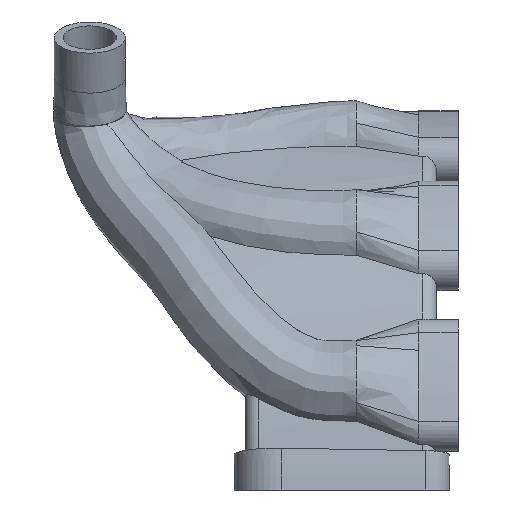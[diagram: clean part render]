
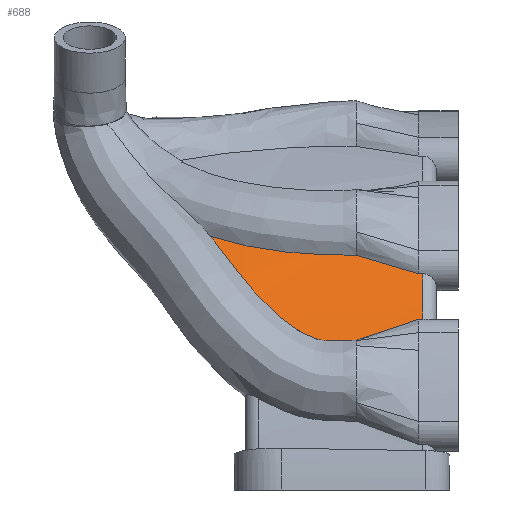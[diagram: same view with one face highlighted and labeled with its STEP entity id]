
A CAD part, left-side view. The second image highlights one B-rep face of the part: STEP entity #688.
In plain terms, the highlighted cylindrical face has radius 45 mm (diameter 90 mm), a partial arc.
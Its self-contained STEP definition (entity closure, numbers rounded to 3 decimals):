
#261=CYLINDRICAL_SURFACE('',#3132,45.);
#324=LINE('',#7139,#404);
#333=LINE('',#8466,#413);
#404=VECTOR('',#3397,1.);
#413=VECTOR('',#3440,1.);
#539=FACE_OUTER_BOUND('',#1134,.T.);
#688=ADVANCED_FACE('',(#539),#261,.T.);
#860=B_SPLINE_CURVE_WITH_KNOTS('',3,(#6294,#6295,#6296,#6297,#6298,#6299,
#6300,#6301,#6302,#6303),.UNSPECIFIED.,.F.,.F.,(4,2,2,2,4),(0.,0.125,
0.25,0.5,1.),.UNSPECIFIED.);
#865=B_SPLINE_CURVE_WITH_KNOTS('',3,(#7180,#7181,#7182,#7183,#7184,#7185,
#7186,#7187,#7188,#7189),.UNSPECIFIED.,.F.,.F.,(4,3,3,4),(0.,0.398,
0.699,1.),.UNSPECIFIED.);
#867=B_SPLINE_CURVE_WITH_KNOTS('',3,(#7882,#7883,#7884,#7885,#7886,#7887,
#7888,#7889,#7890,#7891),.UNSPECIFIED.,.F.,.F.,(4,3,3,4),(0.,0.401,
0.701,1.),.UNSPECIFIED.);
#875=B_SPLINE_CURVE_WITH_KNOTS('',3,(#8500,#8501,#8502,#8503,#8504,#8505),
 .UNSPECIFIED.,.F.,.F.,(4,2,4),(0.,0.5,1.),.UNSPECIFIED.);
#1134=EDGE_LOOP('',(#1578,#1579,#1580,#1581,#1582,#1583,#1584));
#1578=ORIENTED_EDGE('',*,*,#2596,.F.);
#1579=ORIENTED_EDGE('',*,*,#2621,.T.);
#1580=ORIENTED_EDGE('',*,*,#2610,.T.);
#1581=ORIENTED_EDGE('',*,*,#2661,.T.);
#1582=ORIENTED_EDGE('',*,*,#2654,.T.);
#1583=ORIENTED_EDGE('',*,*,#2631,.T.);
#1584=ORIENTED_EDGE('',*,*,#2656,.F.);
#2265=VERTEX_POINT('',#6293);
#2266=VERTEX_POINT('',#6304);
#2275=VERTEX_POINT('',#7138);
#2276=VERTEX_POINT('',#7140);
#2287=VERTEX_POINT('',#7892);
#2288=VERTEX_POINT('',#7893);
#2299=VERTEX_POINT('',#8467);
#2596=EDGE_CURVE('',#2265,#2266,#860,.T.);
#2610=EDGE_CURVE('',#2276,#2275,#324,.T.);
#2621=EDGE_CURVE('',#2265,#2276,#865,.T.);
#2631=EDGE_CURVE('',#2287,#2288,#867,.T.);
#2654=EDGE_CURVE('',#2299,#2287,#333,.T.);
#2656=EDGE_CURVE('',#2266,#2288,#875,.T.);
#2661=EDGE_CURVE('',#2275,#2299,#2987,.T.);
#2987=CIRCLE('',#3131,45.);
#3131=AXIS2_PLACEMENT_3D('',#9196,#3449,#3450);
#3132=AXIS2_PLACEMENT_3D('',#9197,#3451,#3452);
#3397=DIRECTION('',(0.,-1.,0.));
#3440=DIRECTION('',(0.,1.,0.));
#3449=DIRECTION('',(0.,1.,0.));
#3450=DIRECTION('',(0.,0.,1.));
#3451=DIRECTION('',(0.,1.,0.));
#3452=DIRECTION('',(0.,0.,1.));
#6293=CARTESIAN_POINT('',(-40.383,183.,19.854));
#6294=CARTESIAN_POINT('',(-40.383,183.,19.854));
#6295=CARTESIAN_POINT('',(-40.392,184.001,19.836));
#6296=CARTESIAN_POINT('',(-40.403,185.002,19.813));
#6297=CARTESIAN_POINT('',(-40.415,187.005,19.79));
#6298=CARTESIAN_POINT('',(-40.263,187.951,20.103));
#6299=CARTESIAN_POINT('',(-39.597,190.505,21.401));
#6300=CARTESIAN_POINT('',(-38.916,191.919,22.643));
#6301=CARTESIAN_POINT('',(-36.558,195.781,26.405));
#6302=CARTESIAN_POINT('',(-34.357,197.473,29.248));
#6303=CARTESIAN_POINT('',(-32.043,199.573,31.595));
#6304=CARTESIAN_POINT('',(-32.043,199.573,31.595));
#7138=CARTESIAN_POINT('',(-39.133,175.5,22.217));
#7139=CARTESIAN_POINT('',(-39.133,173.75,22.217));
#7140=CARTESIAN_POINT('',(-39.133,176.,22.217));
#7180=CARTESIAN_POINT('',(-40.383,183.,19.854));
#7181=CARTESIAN_POINT('',(-40.254,182.05,20.117));
#7182=CARTESIAN_POINT('',(-40.109,181.109,20.407));
#7183=CARTESIAN_POINT('',(-39.948,180.178,20.716));
#7184=CARTESIAN_POINT('',(-39.826,179.473,20.951));
#7185=CARTESIAN_POINT('',(-39.697,178.774,21.196));
#7186=CARTESIAN_POINT('',(-39.56,178.078,21.447));
#7187=CARTESIAN_POINT('',(-39.424,177.382,21.699));
#7188=CARTESIAN_POINT('',(-39.281,176.69,21.957));
#7189=CARTESIAN_POINT('',(-39.133,176.,22.217));
#7882=CARTESIAN_POINT('',(-35.742,176.,27.341));
#7883=CARTESIAN_POINT('',(-35.523,176.935,27.627));
#7884=CARTESIAN_POINT('',(-35.302,177.871,27.909));
#7885=CARTESIAN_POINT('',(-35.078,178.807,28.187));
#7886=CARTESIAN_POINT('',(-34.911,179.506,28.396));
#7887=CARTESIAN_POINT('',(-34.742,180.205,28.602));
#7888=CARTESIAN_POINT('',(-34.571,180.904,28.807));
#7889=CARTESIAN_POINT('',(-34.4,181.602,29.012));
#7890=CARTESIAN_POINT('',(-34.228,182.301,29.215));
#7891=CARTESIAN_POINT('',(-34.053,183.,29.417));
#7892=CARTESIAN_POINT('',(-35.742,176.,27.341));
#7893=CARTESIAN_POINT('',(-34.053,183.,29.417));
#8466=CARTESIAN_POINT('',(-35.742,173.75,27.341));
#8467=CARTESIAN_POINT('',(-35.742,175.5,27.341));
#8500=CARTESIAN_POINT('',(-32.043,199.573,31.595));
#8501=CARTESIAN_POINT('',(-32.874,197.03,30.752));
#8502=CARTESIAN_POINT('',(-33.379,194.283,30.183));
#8503=CARTESIAN_POINT('',(-33.975,188.688,29.511));
#8504=CARTESIAN_POINT('',(-34.008,185.837,29.47));
#8505=CARTESIAN_POINT('',(-34.054,183.,29.417));
#9196=CARTESIAN_POINT('',(0.,175.5,0.));
#9197=CARTESIAN_POINT('',(0.,213.,0.));
